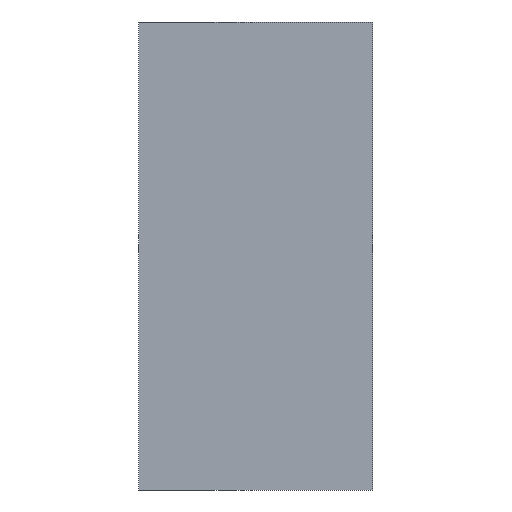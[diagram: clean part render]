
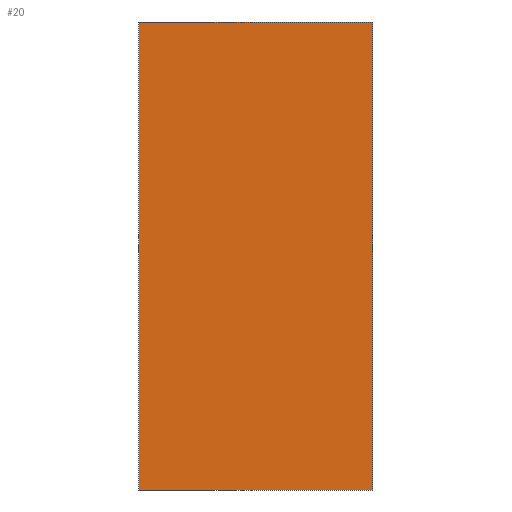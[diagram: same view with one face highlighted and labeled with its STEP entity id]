
A CAD part, left-side view. The second image highlights one B-rep face of the part: STEP entity #20.
In plain terms, the highlighted planar face has unit normal (-1, 0, 0).
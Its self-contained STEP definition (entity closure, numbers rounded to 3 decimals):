
#20=ADVANCED_FACE('',(#30),#280,.T.);
#30=FACE_OUTER_BOUND('',#40,.T.);
#40=EDGE_LOOP('',(#62,#63,#64,#65));
#62=ORIENTED_EDGE('',*,*,#246,.T.);
#63=ORIENTED_EDGE('',*,*,#247,.T.);
#64=ORIENTED_EDGE('',*,*,#242,.F.);
#65=ORIENTED_EDGE('',*,*,#248,.T.);
#98=PCURVE('',#279,#138);
#102=PCURVE('',#280,#142);
#103=PCURVE('',#280,#143);
#104=PCURVE('',#280,#144);
#105=PCURVE('',#280,#145);
#113=PCURVE('',#282,#153);
#114=PCURVE('',#283,#154);
#121=PCURVE('',#284,#161);
#138=DEFINITIONAL_REPRESENTATION('',(#179),#583);
#142=DEFINITIONAL_REPRESENTATION('',(#187),#583);
#143=DEFINITIONAL_REPRESENTATION('',(#189),#583);
#144=DEFINITIONAL_REPRESENTATION('',(#190),#583);
#145=DEFINITIONAL_REPRESENTATION('',(#192),#583);
#153=DEFINITIONAL_REPRESENTATION('',(#204),#583);
#154=DEFINITIONAL_REPRESENTATION('',(#205),#583);
#161=DEFINITIONAL_REPRESENTATION('',(#213),#583);
#178=B_SPLINE_CURVE_WITH_KNOTS('',1,(#498,#499),.UNSPECIFIED.,.F.,.F.,(2,
2),(0.,50.),.UNSPECIFIED.);
#179=B_SPLINE_CURVE_WITH_KNOTS('',1,(#500,#501),.UNSPECIFIED.,.F.,.F.,(2,
2),(0.,50.),.UNSPECIFIED.);
#186=B_SPLINE_CURVE_WITH_KNOTS('',1,(#514,#515),.UNSPECIFIED.,.F.,.F.,(2,
2),(-200.,-150.),.UNSPECIFIED.);
#187=B_SPLINE_CURVE_WITH_KNOTS('',1,(#516,#517),.UNSPECIFIED.,.F.,.F.,(2,
2),(-200.,-150.),.UNSPECIFIED.);
#188=B_SPLINE_CURVE_WITH_KNOTS('',1,(#518,#519),.UNSPECIFIED.,.F.,.F.,(2,
2),(0.,25.),.UNSPECIFIED.);
#189=B_SPLINE_CURVE_WITH_KNOTS('',1,(#520,#521),.UNSPECIFIED.,.F.,.F.,(2,
2),(0.,25.),.UNSPECIFIED.);
#190=B_SPLINE_CURVE_WITH_KNOTS('',1,(#522,#523),.UNSPECIFIED.,.F.,.F.,(2,
2),(0.,50.),.UNSPECIFIED.);
#191=B_SPLINE_CURVE_WITH_KNOTS('',1,(#524,#525),.UNSPECIFIED.,.F.,.F.,(2,
2),(-25.,0.),.UNSPECIFIED.);
#192=B_SPLINE_CURVE_WITH_KNOTS('',1,(#526,#527),.UNSPECIFIED.,.F.,.F.,(2,
2),(-25.,0.),.UNSPECIFIED.);
#204=B_SPLINE_CURVE_WITH_KNOTS('',1,(#550,#551),.UNSPECIFIED.,.F.,.F.,(2,
2),(0.,25.),.UNSPECIFIED.);
#205=B_SPLINE_CURVE_WITH_KNOTS('',1,(#552,#553),.UNSPECIFIED.,.F.,.F.,(2,
2),(-25.,0.),.UNSPECIFIED.);
#213=B_SPLINE_CURVE_WITH_KNOTS('',1,(#568,#569),.UNSPECIFIED.,.F.,.F.,(2,
2),(-200.,-150.),.UNSPECIFIED.);
#222=SURFACE_CURVE('',#178,(#98,#104),.PCURVE_S1.);
#226=SURFACE_CURVE('',#186,(#102,#121),.PCURVE_S1.);
#227=SURFACE_CURVE('',#188,(#103,#113),.PCURVE_S1.);
#228=SURFACE_CURVE('',#191,(#105,#114),.PCURVE_S1.);
#242=EDGE_CURVE('',#271,#274,#222,.T.);
#246=EDGE_CURVE('',#275,#276,#226,.T.);
#247=EDGE_CURVE('',#276,#274,#227,.T.);
#248=EDGE_CURVE('',#271,#275,#228,.T.);
#271=VERTEX_POINT('',#442);
#274=VERTEX_POINT('',#445);
#275=VERTEX_POINT('',#446);
#276=VERTEX_POINT('',#447);
#279=PLANE('',#377);
#280=PLANE('',#378);
#282=PLANE('',#380);
#283=PLANE('',#381);
#284=PLANE('',#382);
#377=AXIS2_PLACEMENT_3D('',#431,#386,$);
#378=AXIS2_PLACEMENT_3D('',#432,#387,$);
#380=AXIS2_PLACEMENT_3D('',#434,#389,$);
#381=AXIS2_PLACEMENT_3D('',#435,#390,$);
#382=AXIS2_PLACEMENT_3D('',#436,#391,$);
#386=DIRECTION('',(0.,1.,0.));
#387=DIRECTION('',(-1.,0.,0.));
#389=DIRECTION('',(0.,0.,1.));
#390=DIRECTION('',(0.,0.,-1.));
#391=DIRECTION('',(0.,-1.,0.));
#431=CARTESIAN_POINT('',(-25.,25.,-25.));
#432=CARTESIAN_POINT('',(-25.,0.,-25.));
#434=CARTESIAN_POINT('',(-25.,0.,25.));
#435=CARTESIAN_POINT('',(-25.,0.,-25.));
#436=CARTESIAN_POINT('',(-25.5,0.,-25.5));
#442=CARTESIAN_POINT('',(-25.,25.,-25.));
#445=CARTESIAN_POINT('',(-25.,25.,25.));
#446=CARTESIAN_POINT('',(-25.,0.,-25.));
#447=CARTESIAN_POINT('',(-25.,0.,25.));
#498=CARTESIAN_POINT('',(-25.,25.,-25.));
#499=CARTESIAN_POINT('',(-25.,25.,25.));
#500=CARTESIAN_POINT('',(0.,0.));
#501=CARTESIAN_POINT('',(50.,0.));
#514=CARTESIAN_POINT('',(-25.,0.,-25.));
#515=CARTESIAN_POINT('',(-25.,0.,25.));
#516=CARTESIAN_POINT('',(0.,0.));
#517=CARTESIAN_POINT('',(50.,0.));
#518=CARTESIAN_POINT('',(-25.,0.,25.));
#519=CARTESIAN_POINT('',(-25.,25.,25.));
#520=CARTESIAN_POINT('',(50.,0.));
#521=CARTESIAN_POINT('',(50.,25.));
#522=CARTESIAN_POINT('',(0.,25.));
#523=CARTESIAN_POINT('',(50.,25.));
#524=CARTESIAN_POINT('',(-25.,25.,-25.));
#525=CARTESIAN_POINT('',(-25.,0.,-25.));
#526=CARTESIAN_POINT('',(0.,25.));
#527=CARTESIAN_POINT('',(0.,0.));
#550=CARTESIAN_POINT('',(0.,0.));
#551=CARTESIAN_POINT('',(0.,25.));
#552=CARTESIAN_POINT('',(25.,0.));
#553=CARTESIAN_POINT('',(0.,0.));
#568=CARTESIAN_POINT('',(0.,0.));
#569=CARTESIAN_POINT('',(0.,50.));
#583=(
GEOMETRIC_REPRESENTATION_CONTEXT(2)
PARAMETRIC_REPRESENTATION_CONTEXT()
REPRESENTATION_CONTEXT('pspace','')
);
